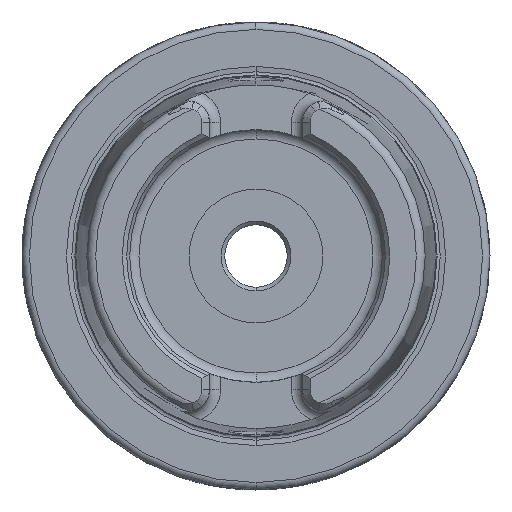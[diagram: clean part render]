
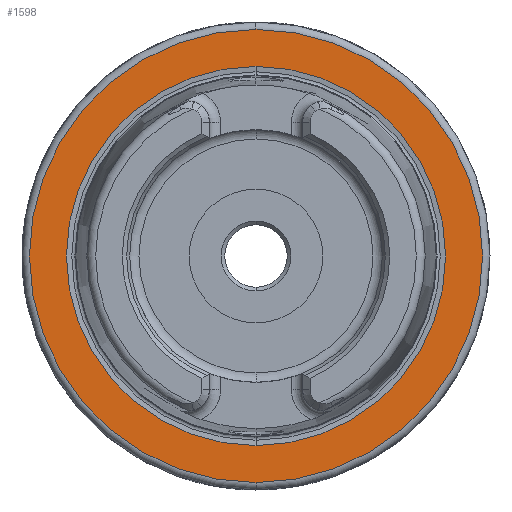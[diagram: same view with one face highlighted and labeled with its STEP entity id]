
A CAD part, left-side view. The second image highlights one B-rep face of the part: STEP entity #1598.
In plain terms, the highlighted planar face has unit normal (-1, 0, 0).
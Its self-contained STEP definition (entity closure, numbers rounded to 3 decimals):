
#100 = DIRECTION ( 'NONE',  ( 0., 0., -1. ) ) ;
#236 = DIRECTION ( 'NONE',  ( 0., 0., -1. ) ) ;
#632 = AXIS2_PLACEMENT_3D ( 'NONE', #3150, #7972, #3872 ) ;
#1198 = CARTESIAN_POINT ( 'NONE',  ( -49., 31.5, 0. ) ) ;
#1512 = AXIS2_PLACEMENT_3D ( 'NONE', #1198, #7555, #3365 ) ;
#1598 = ADVANCED_FACE ( 'NONE', ( #5153, #5214 ), #2642, .F. ) ;
#1626 = AXIS2_PLACEMENT_3D ( 'NONE', #1725, #6772, #2439 ) ;
#1725 = CARTESIAN_POINT ( 'NONE',  ( -49., 0., 0. ) ) ;
#1779 = VERTEX_POINT ( 'NONE', #3386 ) ;
#1849 = AXIS2_PLACEMENT_3D ( 'NONE', #8544, #4527, #236 ) ;
#2215 = EDGE_CURVE ( 'NONE', #3733, #6292, #4591, .T. ) ;
#2439 = DIRECTION ( 'NONE',  ( 0., 0., -1. ) ) ;
#2538 = ORIENTED_EDGE ( 'NONE', *, *, #4123, .T. ) ;
#2642 = PLANE ( 'NONE',  #1512 ) ;
#2743 = EDGE_CURVE ( 'NONE', #6292, #3733, #4262, .T. ) ;
#2796 = EDGE_CURVE ( 'NONE', #1779, #3843, #4225, .T. ) ;
#3110 = CIRCLE ( 'NONE', #6053, 25.521 ) ;
#3150 = CARTESIAN_POINT ( 'NONE',  ( -49., 0., 0. ) ) ;
#3365 = DIRECTION ( 'NONE',  ( 0., 0., -1. ) ) ;
#3386 = CARTESIAN_POINT ( 'NONE',  ( -49., 0., -25.521 ) ) ;
#3417 = CARTESIAN_POINT ( 'NONE',  ( -49., 0., 25.521 ) ) ;
#3733 = VERTEX_POINT ( 'NONE', #4002 ) ;
#3843 = VERTEX_POINT ( 'NONE', #3417 ) ;
#3872 = DIRECTION ( 'NONE',  ( 0., 0., -1. ) ) ;
#3995 = ORIENTED_EDGE ( 'NONE', *, *, #2215, .T. ) ;
#4002 = CARTESIAN_POINT ( 'NONE',  ( -49., 0., -30.5 ) ) ;
#4111 = EDGE_LOOP ( 'NONE', ( #2538, #5168 ) ) ;
#4123 = EDGE_CURVE ( 'NONE', #3843, #1779, #3110, .T. ) ;
#4225 = CIRCLE ( 'NONE', #1626, 25.521 ) ;
#4262 = CIRCLE ( 'NONE', #1849, 30.5 ) ;
#4386 = DIRECTION ( 'NONE',  ( 1., 0., 0. ) ) ;
#4527 = DIRECTION ( 'NONE',  ( -1., 0., 0. ) ) ;
#4591 = CIRCLE ( 'NONE', #632, 30.5 ) ;
#4873 = EDGE_LOOP ( 'NONE', ( #3995, #7854 ) ) ;
#5153 = FACE_OUTER_BOUND ( 'NONE', #4873, .T. ) ;
#5168 = ORIENTED_EDGE ( 'NONE', *, *, #2796, .T. ) ;
#5214 = FACE_BOUND ( 'NONE', #4111, .T. ) ;
#6053 = AXIS2_PLACEMENT_3D ( 'NONE', #8438, #4386, #100 ) ;
#6292 = VERTEX_POINT ( 'NONE', #8160 ) ;
#6772 = DIRECTION ( 'NONE',  ( 1., 0., 0. ) ) ;
#7555 = DIRECTION ( 'NONE',  ( 1., 0., 0. ) ) ;
#7854 = ORIENTED_EDGE ( 'NONE', *, *, #2743, .T. ) ;
#7972 = DIRECTION ( 'NONE',  ( -1., 0., 0. ) ) ;
#8160 = CARTESIAN_POINT ( 'NONE',  ( -49., 0., 30.5 ) ) ;
#8438 = CARTESIAN_POINT ( 'NONE',  ( -49., 0., 0. ) ) ;
#8544 = CARTESIAN_POINT ( 'NONE',  ( -49., 0., 0. ) ) ;
